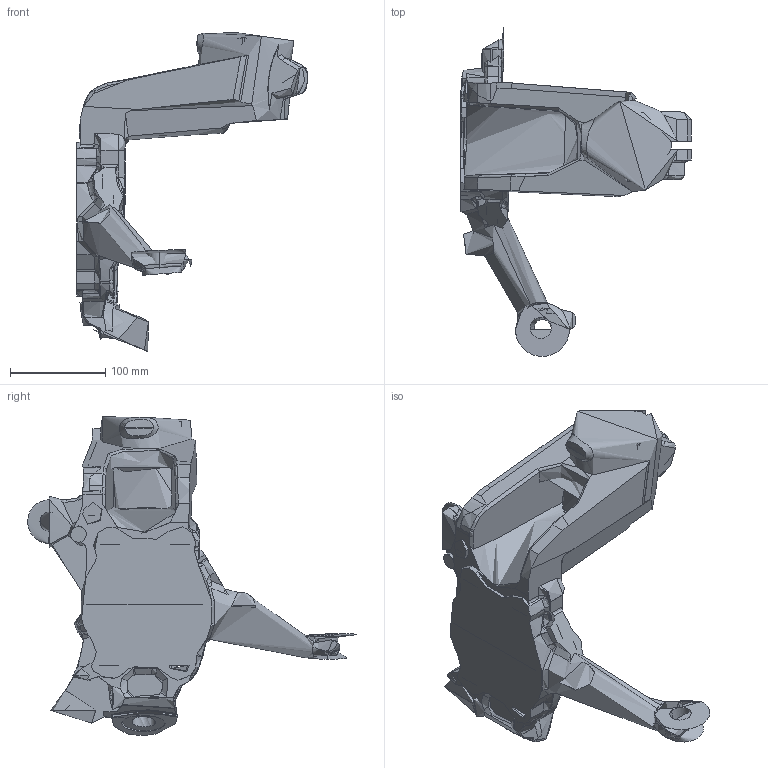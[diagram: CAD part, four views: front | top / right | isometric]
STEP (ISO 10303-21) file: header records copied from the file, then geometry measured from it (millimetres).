
FILE_DESCRIPTION(('FreeCAD Model'),'2;1');
FILE_NAME('Open CASCADE Shape Model','2025-04-17T10:38:46',('FreeCAD'),( 'FreeCAD'),'Open CASCADE STEP processor 7.6','FreeCAD','Unknown');
FILE_SCHEMA(('AUTOMOTIVE_DESIGN { 1 0 10303 214 1 1 1 1 }'));
Products named in the file (1): Open CASCADE STEP translator 7.6 1
Bounding box: 241.97 x 344.27 x 333.82 mm (x, y, z)
Volume: 1595762.1 mm3; surface area: 253902.8 mm2
Topology: 1 solids, 4 shells, 839 faces, 2346 edges, 1491 vertices
Faces by surface type: bspline 839
Entity records: 73695 total; most frequent: CARTESIAN_POINT 60799, ORIENTED_EDGE 4642, EDGE_CURVE 2321, B_SPLINE_CURVE_WITH_KNOTS 1603, VERTEX_POINT 1491, FACE_BOUND 869, EDGE_LOOP 869, ADVANCED_FACE 839
